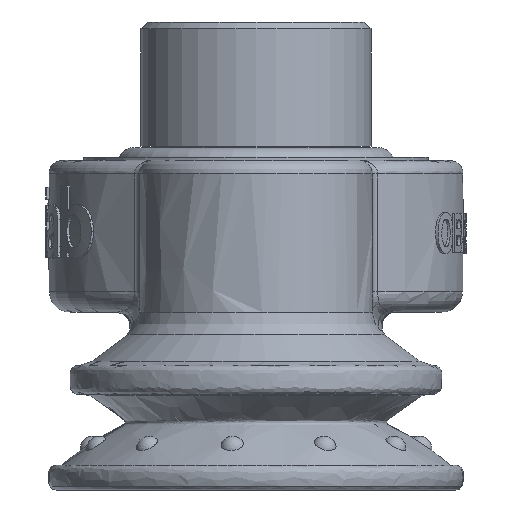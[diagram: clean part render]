
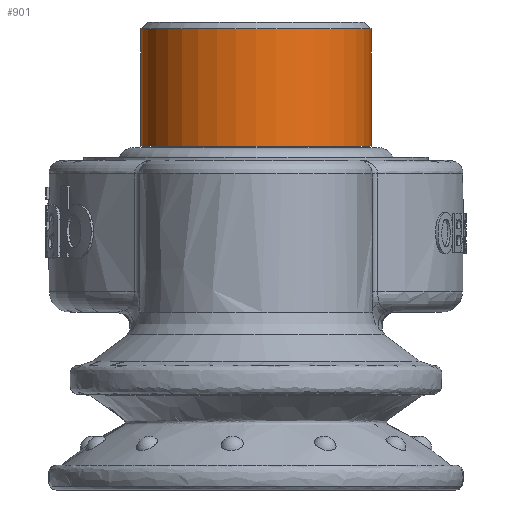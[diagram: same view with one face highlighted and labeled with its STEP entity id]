
A CAD part, front view. The second image highlights one B-rep face of the part: STEP entity #901.
In plain terms, the highlighted cylindrical face has radius 8.331 mm (diameter 16.662 mm), a full revolution.
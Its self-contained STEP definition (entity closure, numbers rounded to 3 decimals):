
#901 = ADVANCED_FACE( '', ( #1922, #1923 ), #1924, .T. );
#1922 = FACE_OUTER_BOUND( '', #21707, .T. );
#1923 = FACE_OUTER_BOUND( '', #21708, .T. );
#1924 = CYLINDRICAL_SURFACE( '', #21709, 8.331 );
#21707 = EDGE_LOOP( '', ( #28259 ) );
#21708 = EDGE_LOOP( '', ( #28260 ) );
#21709 = AXIS2_PLACEMENT_3D( '', #28261, #28262, #28263 );
#28259 = ORIENTED_EDGE( '', *, *, #29488, .T. );
#28260 = ORIENTED_EDGE( '', *, *, #30030, .F. );
#28261 = CARTESIAN_POINT( '', ( 0., 0., -9.5 ) );
#28262 = DIRECTION( '', ( 0., 0., 1. ) );
#28263 = DIRECTION( '', ( -1., 0., 0. ) );
#29488 = EDGE_CURVE( '', #30736, #30736, #30737, .T. );
#30030 = EDGE_CURVE( '', #31584, #31584, #31585, .T. );
#30736 = VERTEX_POINT( '', #33933 );
#30737 = CIRCLE( '', #33934, 8.331 );
#31584 = VERTEX_POINT( '', #39565 );
#31585 = CIRCLE( '', #39566, 8.331 );
#33933 = CARTESIAN_POINT( '', ( -8.331, 0., 9.5 ) );
#33934 = AXIS2_PLACEMENT_3D( '', #41318, #41319, #41320 );
#39565 = CARTESIAN_POINT( '', ( -8.331, 0., 1. ) );
#39566 = AXIS2_PLACEMENT_3D( '', #41627, #41628, #41629 );
#41318 = CARTESIAN_POINT( '', ( 0., 0., 9.5 ) );
#41319 = DIRECTION( '', ( 0., 0., -1. ) );
#41320 = DIRECTION( '', ( -1., 0., 0. ) );
#41627 = CARTESIAN_POINT( '', ( 0., 0., 1. ) );
#41628 = DIRECTION( '', ( 0., 0., -1. ) );
#41629 = DIRECTION( '', ( -1., 0., 0. ) );
